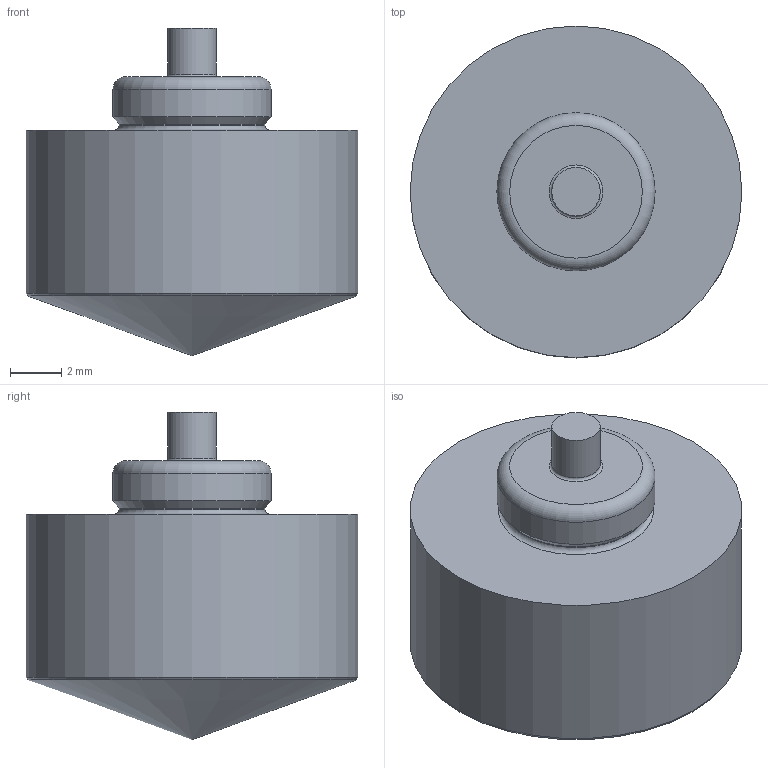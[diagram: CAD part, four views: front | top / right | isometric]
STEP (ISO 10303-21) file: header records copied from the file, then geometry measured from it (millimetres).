
FILE_DESCRIPTION(/* description */ (''),/* implementation_level */ '2;1');
FILE_NAME(/* name */ 'SD400-13.00-M.stp',/* time_stamp */ '2012-07-06T15:50:37+05:00',/* author */ (''),/* organization */ (''),/* preprocessor_version */ 'ST-DEVELOPER v11',/* originating_system */ 'SIEMENS PLM Software NX 7.5',/* authorisation */ '');
FILE_SCHEMA (('AUTOMOTIVE_DESIGN { 1 0 10303 214 1 1 1 1 }'));
Length unit declared in the file: millimetre
Products named in the file (1): inpu2280px3r
Bounding box: 13 x 13 x 12.83 mm (x, y, z)
Volume: 1029.8 mm3; surface area: 647.5 mm2
Topology: 2 solids, 2 shells, 14 faces, 25 edges, 16 vertices
Faces by surface type: cone 4, plane 4, torus 3, cylinder 3
Full cylindrical faces by diameter (mm): 1.9 x1, 6.2 x1, 13 x1
Entity records: 309 total; most frequent: DIRECTION 55, CARTESIAN_POINT 41, AXIS2_PLACEMENT_3D 27, EDGE_LOOP 24, ORIENTED_EDGE 24, FACE_BOUND 22, ADVANCED_FACE 14, VERTEX_POINT 13
